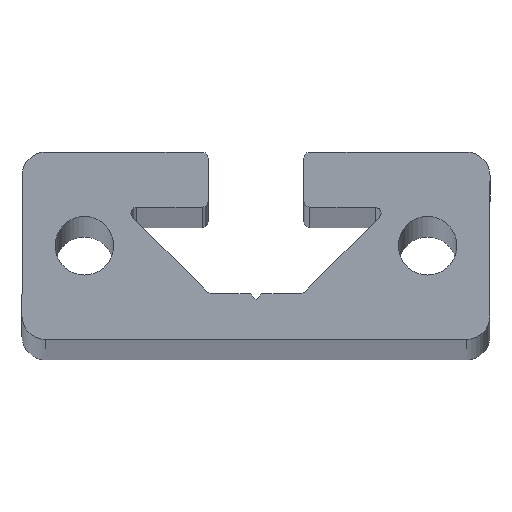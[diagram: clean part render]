
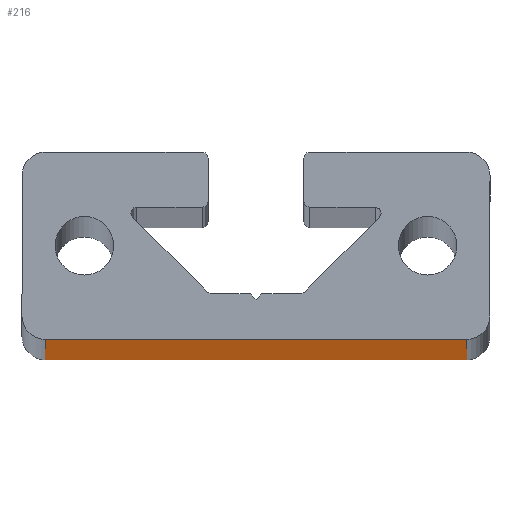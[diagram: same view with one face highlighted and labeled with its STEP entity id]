
A CAD part, top view. The second image highlights one B-rep face of the part: STEP entity #216.
In plain terms, the highlighted planar face has unit normal (0, -1, 0).
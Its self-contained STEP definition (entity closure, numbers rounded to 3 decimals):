
#10 = CARTESIAN_POINT ( 'NONE',  ( -18., -3.4, 0. ) ) ;
#24 = AXIS2_PLACEMENT_3D ( 'NONE', #338, #172, #345 ) ;
#65 = PLANE ( 'NONE',  #24 ) ;
#109 = DIRECTION ( 'NONE',  ( 0., 0., -1. ) ) ;
#172 = DIRECTION ( 'NONE',  ( 0., 1., 0. ) ) ;
#216 = ADVANCED_FACE ( 'NONE', ( #1103 ), #65, .F. ) ;
#274 = CARTESIAN_POINT ( 'NONE',  ( -18., -3.4, 1000. ) ) ;
#278 = EDGE_LOOP ( 'NONE', ( #1064, #1194, #634, #781 ) ) ;
#290 = EDGE_CURVE ( 'NONE', #1061, #747, #388, .T. ) ;
#338 = CARTESIAN_POINT ( 'NONE',  ( -18., -3.4, 1000. ) ) ;
#345 = DIRECTION ( 'NONE',  ( -1., 0., 0. ) ) ;
#368 = DIRECTION ( 'NONE',  ( 1., 0., 0. ) ) ;
#381 = VECTOR ( 'NONE', #750, 1000. ) ;
#388 = LINE ( 'NONE', #770, #818 ) ;
#627 = EDGE_CURVE ( 'NONE', #1102, #1038, #853, .T. ) ;
#634 = ORIENTED_EDGE ( 'NONE', *, *, #290, .F. ) ;
#643 = CARTESIAN_POINT ( 'NONE',  ( 18., -3.4, 0. ) ) ;
#649 = CARTESIAN_POINT ( 'NONE',  ( -18., -3.4, 1000. ) ) ;
#699 = EDGE_CURVE ( 'NONE', #747, #1038, #756, .T. ) ;
#714 = VECTOR ( 'NONE', #1011, 1000. ) ;
#734 = LINE ( 'NONE', #274, #714 ) ;
#747 = VERTEX_POINT ( 'NONE', #1025 ) ;
#750 = DIRECTION ( 'NONE',  ( 1., 0., 0. ) ) ;
#756 = LINE ( 'NONE', #949, #1120 ) ;
#770 = CARTESIAN_POINT ( 'NONE',  ( -18., -3.4, 1000. ) ) ;
#781 = ORIENTED_EDGE ( 'NONE', *, *, #819, .T. ) ;
#818 = VECTOR ( 'NONE', #368, 1000. ) ;
#819 = EDGE_CURVE ( 'NONE', #1061, #1102, #734, .T. ) ;
#824 = CARTESIAN_POINT ( 'NONE',  ( -18., -3.4, 0. ) ) ;
#853 = LINE ( 'NONE', #10, #381 ) ;
#949 = CARTESIAN_POINT ( 'NONE',  ( 18., -3.4, 1000. ) ) ;
#1011 = DIRECTION ( 'NONE',  ( 0., 0., -1. ) ) ;
#1025 = CARTESIAN_POINT ( 'NONE',  ( 18., -3.4, 1000. ) ) ;
#1038 = VERTEX_POINT ( 'NONE', #643 ) ;
#1061 = VERTEX_POINT ( 'NONE', #649 ) ;
#1064 = ORIENTED_EDGE ( 'NONE', *, *, #627, .T. ) ;
#1102 = VERTEX_POINT ( 'NONE', #824 ) ;
#1103 = FACE_OUTER_BOUND ( 'NONE', #278, .T. ) ;
#1120 = VECTOR ( 'NONE', #109, 1000. ) ;
#1194 = ORIENTED_EDGE ( 'NONE', *, *, #699, .F. ) ;
